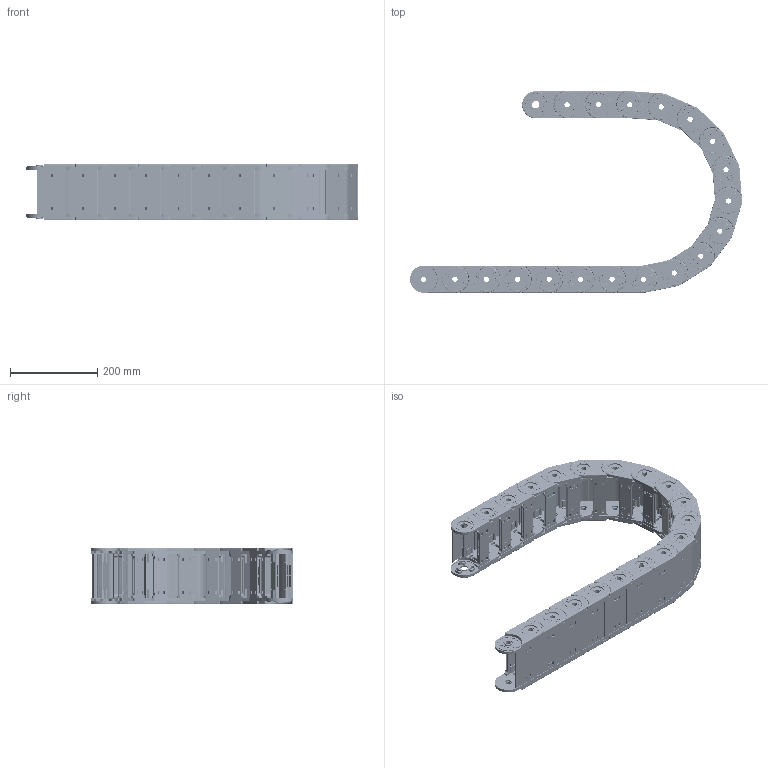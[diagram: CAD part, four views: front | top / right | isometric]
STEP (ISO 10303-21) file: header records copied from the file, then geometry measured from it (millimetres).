
FILE_DESCRIPTION (( 'STEP AP214' ), '1' );
FILE_NAME ('CK40-Y100-R200.STEP', '2019-09-06T15:00:53', ( '' ), ( '' ), 'SwSTEP 2.0', 'SolidWorks 2017', '' );
FILE_SCHEMA (( 'AUTOMOTIVE_DESIGN' ));
Length unit declared in the file: millimetre
Products named in the file (2): CK40-Y100-R200; CK40-Y100
Assembly tree (19 placements, depth 2):
  CK40-Y100-R200
    CK40-Y100  x19
Bounding box: 760.88 x 462 x 128.4 mm (x, y, z)
Volume: 2958390.2 mm3; surface area: 1813674.6 mm2
Topology: 76 solids, 190 shells, 17157 faces, 44308 edges, 28880 vertices
Faces by surface type: plane 7353, cylinder 6004, bspline 1824, torus 1748, sphere 228
Entity records: 33329 total; most frequent: CARTESIAN_POINT 10925, ORIENTED_EDGE 4652, DIRECTION 4648, EDGE_CURVE 2326, AXIS2_PLACEMENT_3D 1687, VERTEX_POINT 1520, LINE 1274, VECTOR 1274
